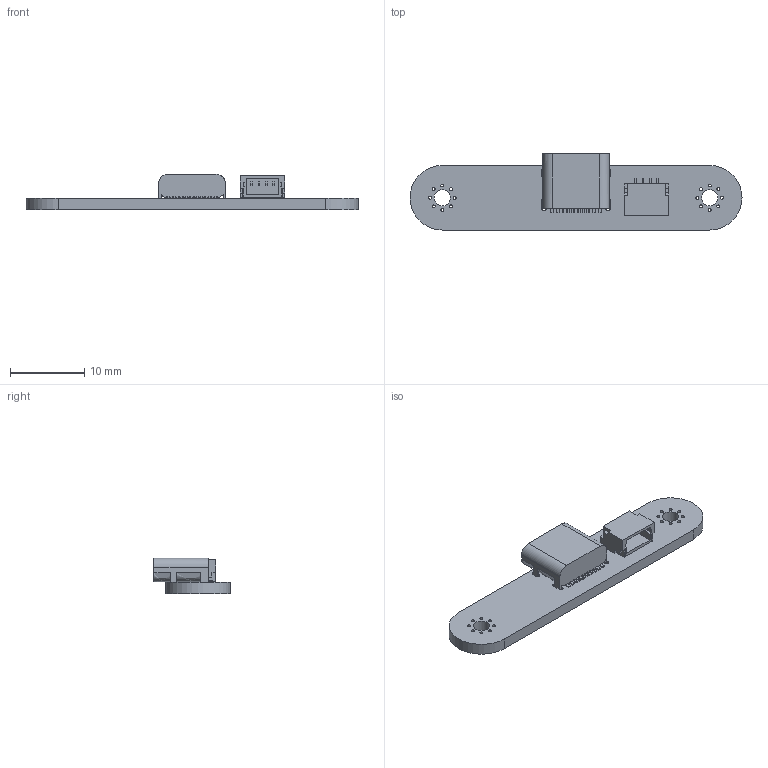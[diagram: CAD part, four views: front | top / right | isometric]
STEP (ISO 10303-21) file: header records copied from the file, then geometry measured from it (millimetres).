
FILE_DESCRIPTION(('KiCad electronic assembly'),'2;1');
FILE_NAME('dboard.step','2022-01-10T18:11:30',('Pcbnew'),('Kicad'), 'Open CASCADE STEP processor 7.5','KiCad to STEP converter','Unknown' );
FILE_SCHEMA(('AUTOMOTIVE_DESIGN { 1 0 10303 214 1 1 1 1 }'));
Length unit declared in the file: millimetre
Products named in the file (6): dboard 1; HRO-TYPE-C-31-M-12; SOLID; JST_SM04B-SRSS-TB; _autosave-dboard PCB
Assembly tree (5 placements, depth 3):
  dboard 1
    HRO-TYPE-C-31-M-12
      SOLID
    JST_SM04B-SRSS-TB
      SOLID
    _autosave-dboard PCB
Bounding box: 44.7 x 10.25 x 4.83 mm (x, y, z)
Volume: 717 mm3; surface area: 1567.2 mm2
Topology: 3 solids, 3 shells, 271 faces, 744 edges, 488 vertices
Faces by surface type: bspline 227, cylinder 30, plane 14
Full cylindrical faces by diameter (mm): 0.4 x16, 0.65 x2, 2.2 x2
Entity records: 17630 total; most frequent: CARTESIAN_POINT 6364, B_SPLINE_CURVE_WITH_KNOTS 1728, ORIENTED_EDGE 1488, PCURVE 1488, DEFINITIONAL_REPRESENTATION 1488, EDGE_CURVE 744, SURFACE_CURVE 720, VERTEX_POINT 488
